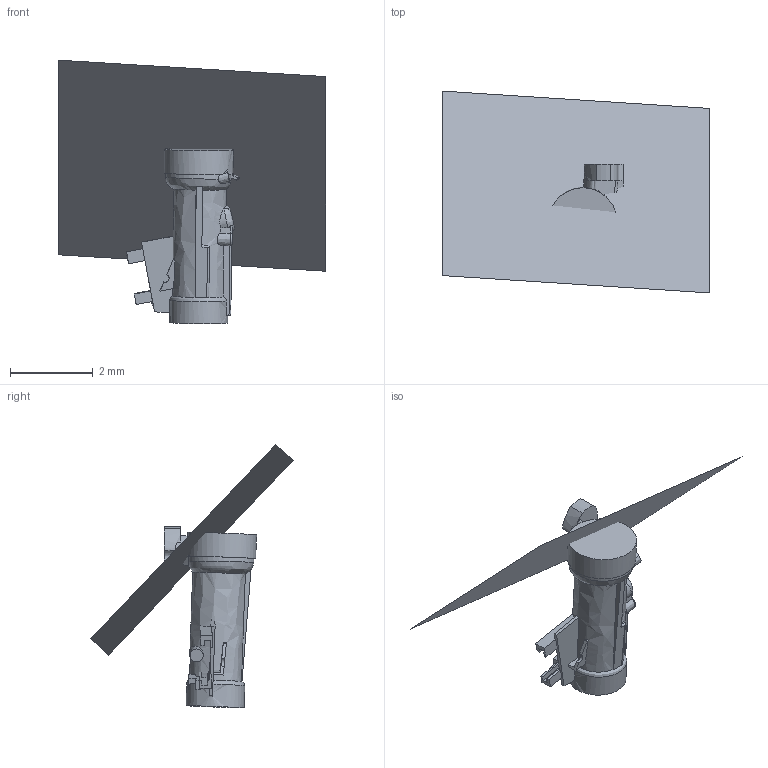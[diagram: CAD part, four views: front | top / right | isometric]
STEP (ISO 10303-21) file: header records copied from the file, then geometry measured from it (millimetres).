
FILE_DESCRIPTION(('STEP AP214'),'1');
FILE_NAME('22jm.stp','2019-05-31T03:14:44',(' '),(' '),'Spatial InterOp 3D',' ',' ');
FILE_SCHEMA(('automotive_design'));
Length unit declared in the file: millimetre
Products named in the file (2): 1; 2
Bounding box: 6.46 x 4.88 x 6.37 mm (x, y, z)
Volume: 7 mm3; surface area: 74.2 mm2
Topology: 1 solids, 2 shells, 115 faces, 336 edges, 222 vertices
Faces by surface type: bspline 115
Entity records: 5915 total; most frequent: CARTESIAN_POINT 3339, ORIENTED_EDGE 642, DIRECTION 348, EDGE_CURVE 323, VERTEX_POINT 215, LINE 164, VECTOR 164, EDGE_LOOP 119
